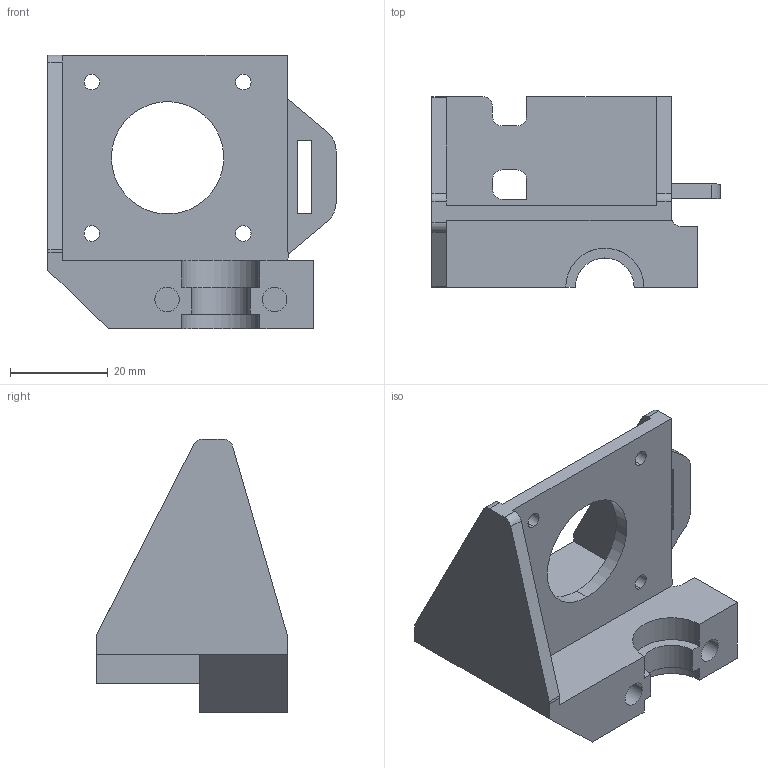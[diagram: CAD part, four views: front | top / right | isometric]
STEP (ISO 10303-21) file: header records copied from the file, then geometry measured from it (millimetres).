
FILE_DESCRIPTION (( 'STEP AP214' ), '1' );
FILE_NAME ('X_Carriage_hotendholder_direct_extruder.STEP', '2017-01-07T18:02:20', ( '' ), ( '' ), 'SwSTEP 2.0', 'SolidWorks 2016', '' );
FILE_SCHEMA (( 'AUTOMOTIVE_DESIGN' ));
Length unit declared in the file: millimetre
Products named in the file (1): X_Carriage_hotendholder_direct_extruder
Bounding box: 59 x 39 x 56 mm (x, y, z)
Volume: 24129 mm3; surface area: 13559.5 mm2
Topology: 1 solids, 1 shells, 106 faces, 286 edges, 185 vertices
Faces by surface type: plane 55, cylinder 43, cone 4, sphere 2, torus 2
Entity records: 3416 total; most frequent: CARTESIAN_POINT 624, DIRECTION 586, ORIENTED_EDGE 568, EDGE_CURVE 284, AXIS2_PLACEMENT_3D 201, VERTEX_POINT 185, VECTOR 184, LINE 184
